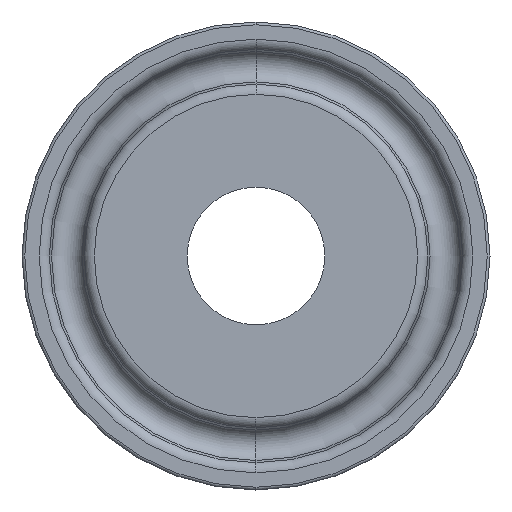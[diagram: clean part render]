
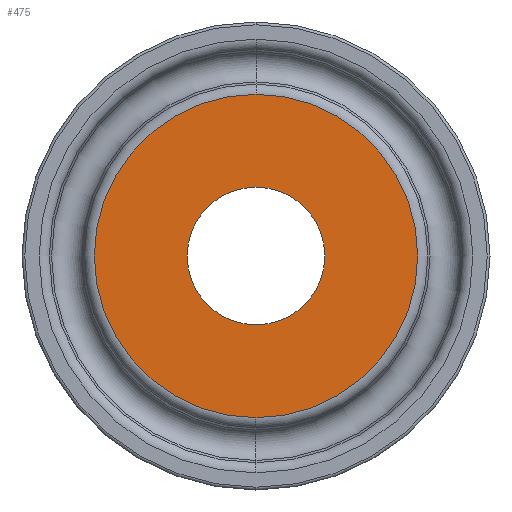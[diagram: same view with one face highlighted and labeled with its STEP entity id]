
A CAD part, left-side view. The second image highlights one B-rep face of the part: STEP entity #475.
In plain terms, the highlighted planar face has unit normal (-1, 0, 0).
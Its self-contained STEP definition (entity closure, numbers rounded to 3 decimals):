
#7 = VERTEX_POINT ( 'NONE', #49 ) ;
#49 = CARTESIAN_POINT ( 'NONE',  ( 0., 0., 11.747 ) ) ;
#54 = DIRECTION ( 'NONE',  ( 0., 0., -1. ) ) ;
#76 = DIRECTION ( 'NONE',  ( -1., 0., 0. ) ) ;
#105 = CIRCLE ( 'NONE', #380, 11.747 ) ;
#110 = DIRECTION ( 'NONE',  ( -1., 0., 0. ) ) ;
#167 = EDGE_CURVE ( 'NONE', #558, #491, #996, .T. ) ;
#188 = ORIENTED_EDGE ( 'NONE', *, *, #167, .F. ) ;
#275 = DIRECTION ( 'NONE',  ( 0., 0., 1. ) ) ;
#335 = CARTESIAN_POINT ( 'NONE',  ( 0., 0., 0. ) ) ;
#342 = AXIS2_PLACEMENT_3D ( 'NONE', #595, #1103, #54 ) ;
#345 = CARTESIAN_POINT ( 'NONE',  ( 0., 0., 5. ) ) ;
#380 = AXIS2_PLACEMENT_3D ( 'NONE', #723, #1054, #275 ) ;
#456 = DIRECTION ( 'NONE',  ( 0., 0., 1. ) ) ;
#475 = ADVANCED_FACE ( 'NONE', ( #936, #482 ), #741, .F. ) ;
#482 = FACE_OUTER_BOUND ( 'NONE', #602, .T. ) ;
#491 = VERTEX_POINT ( 'NONE', #514 ) ;
#510 = DIRECTION ( 'NONE',  ( 0., 0., 1. ) ) ;
#514 = CARTESIAN_POINT ( 'NONE',  ( 0., 0., -5. ) ) ;
#520 = CIRCLE ( 'NONE', #739, 5. ) ;
#532 = CARTESIAN_POINT ( 'NONE',  ( 0., 0., -11.747 ) ) ;
#533 = ORIENTED_EDGE ( 'NONE', *, *, #1066, .F. ) ;
#558 = VERTEX_POINT ( 'NONE', #345 ) ;
#559 = AXIS2_PLACEMENT_3D ( 'NONE', #335, #76, #510 ) ;
#593 = CIRCLE ( 'NONE', #559, 11.747 ) ;
#595 = CARTESIAN_POINT ( 'NONE',  ( 0., 11.747, 0. ) ) ;
#602 = EDGE_LOOP ( 'NONE', ( #831, #776 ) ) ;
#606 = VERTEX_POINT ( 'NONE', #532 ) ;
#613 = EDGE_CURVE ( 'NONE', #606, #7, #105, .T. ) ;
#627 = DIRECTION ( 'NONE',  ( -1., 0., 0. ) ) ;
#723 = CARTESIAN_POINT ( 'NONE',  ( 0., 0., 0. ) ) ;
#739 = AXIS2_PLACEMENT_3D ( 'NONE', #949, #627, #1039 ) ;
#741 = PLANE ( 'NONE',  #342 ) ;
#776 = ORIENTED_EDGE ( 'NONE', *, *, #613, .T. ) ;
#831 = ORIENTED_EDGE ( 'NONE', *, *, #944, .T. ) ;
#875 = CARTESIAN_POINT ( 'NONE',  ( 0., 0., 0. ) ) ;
#936 = FACE_BOUND ( 'NONE', #1083, .T. ) ;
#944 = EDGE_CURVE ( 'NONE', #7, #606, #593, .T. ) ;
#949 = CARTESIAN_POINT ( 'NONE',  ( 0., 0., 0. ) ) ;
#996 = CIRCLE ( 'NONE', #1014, 5. ) ;
#1014 = AXIS2_PLACEMENT_3D ( 'NONE', #875, #110, #456 ) ;
#1039 = DIRECTION ( 'NONE',  ( 0., 0., 1. ) ) ;
#1054 = DIRECTION ( 'NONE',  ( -1., 0., 0. ) ) ;
#1066 = EDGE_CURVE ( 'NONE', #491, #558, #520, .T. ) ;
#1083 = EDGE_LOOP ( 'NONE', ( #188, #533 ) ) ;
#1103 = DIRECTION ( 'NONE',  ( 1., 0., 0. ) ) ;
